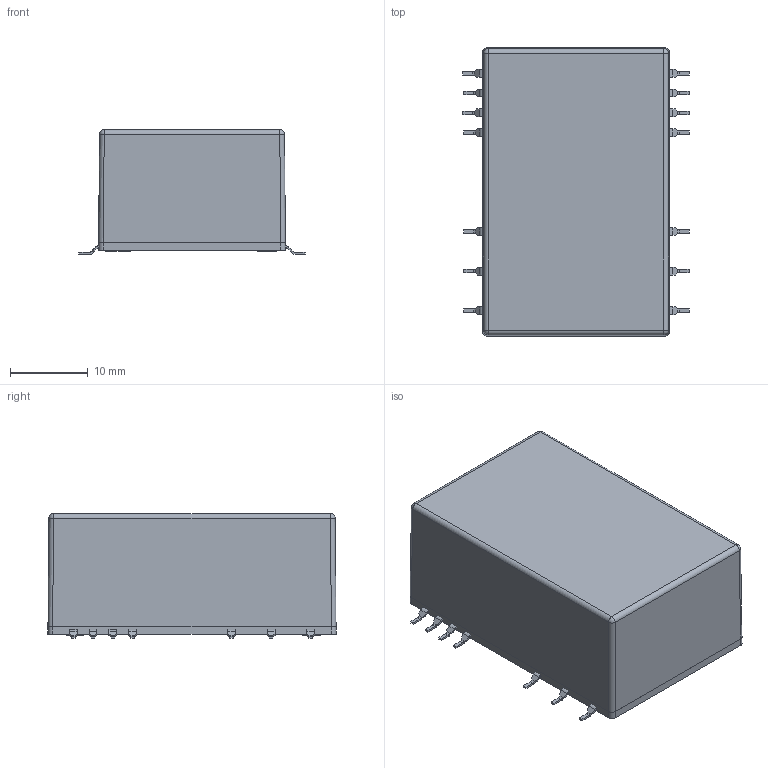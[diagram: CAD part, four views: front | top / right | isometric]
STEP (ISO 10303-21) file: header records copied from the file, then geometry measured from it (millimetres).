
FILE_DESCRIPTION(('Creo Elements/Direct Modeling STEP Export'),'2;1');
FILE_NAME('IRM03-SMD.stp','2016-09-29T13:30:00',(''),(''),'PTC Creo Elements/Direct Modeling STEP processor for AP214 (Solid Model)','PTC Creo Elements/Direct Modeling 19.0 09-May-2014 (C) Parametric Technology GmbH','');
FILE_SCHEMA(('AUTOMOTIVE_DESIGN { 1 0 10303 214 1 1 1 1 }'));
Length unit declared in the file: millimetre
Products named in the file (8): PCB.PRT; _X2_4E0A84CB_X0_.PRT; P1_1_1_1_2.PRT; P1_1_1_1_3_1.PRT; P2.PRT; SMD_X2_4E0B84CB_X0_.ASM; IRM-03.ASM; IRM03-SMD.stp
Assembly tree (19 placements, depth 4):
  IRM03-SMD.stp
    IRM-03.ASM
      SMD_X2_4E0B84CB_X0_.ASM
        P2.PRT
        P1_1_1_1_3_1.PRT  x4
        P1_1_1_1_2.PRT  x10
      _X2_4E0A84CB_X0_.PRT
      PCB.PRT
Bounding box: 29.06 x 37 x 16 mm (x, y, z)
Volume: 2913.4 mm3; surface area: 9005.2 mm2
Topology: 17 solids, 17 shells, 719 faces, 1984 edges, 1308 vertices
Faces by surface type: plane 590, cylinder 125, sphere 4
Entity records: 14147 total; most frequent: CARTESIAN_POINT 2489, ORIENTED_EDGE 2460, DIRECTION 2210, EDGE_CURVE 1230, VECTOR 1136, LINE 1136, VERTEX_POINT 816, AXIS2_PLACEMENT_3D 537
